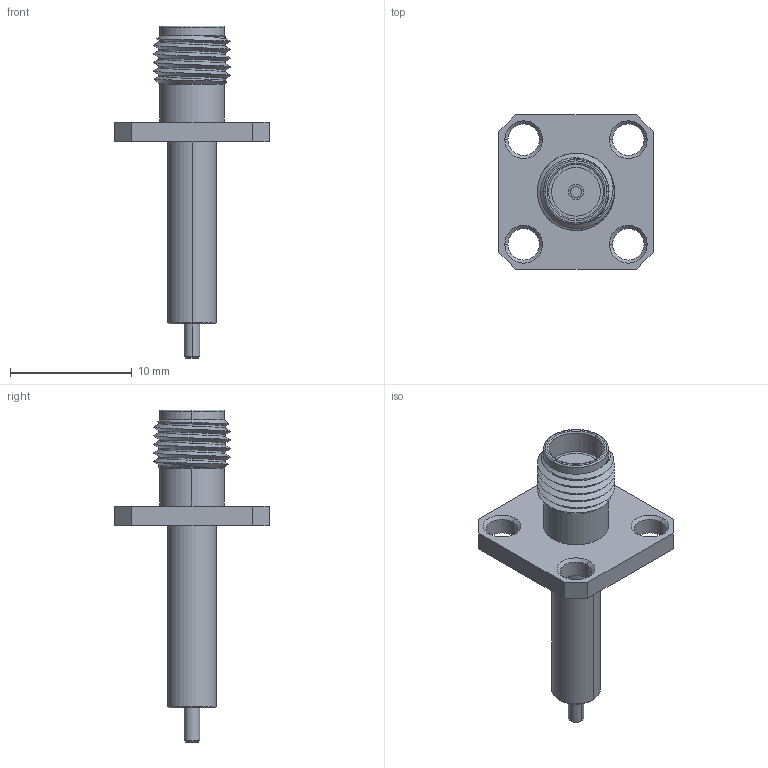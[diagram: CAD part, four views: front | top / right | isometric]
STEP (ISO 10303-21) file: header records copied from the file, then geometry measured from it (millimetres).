
FILE_DESCRIPTION (( 'STEP AP214' ), '1' );
FILE_NAME ('32K449-500L5.STEP', '2021-02-24T05:01:20', ( '' ), ( '' ), 'SwSTEP 2.0', 'SolidWorks 2018', '' );
FILE_SCHEMA (( 'AUTOMOTIVE_DESIGN' ));
Length unit declared in the file: millimetre
Products named in the file (1): 32K449-500L5
Bounding box: 12.7 x 12.7 x 27.3 mm (x, y, z)
Volume: 566.4 mm3; surface area: 817.1 mm2
Topology: 1 solids, 1 shells, 100 faces, 231 edges, 140 vertices
Faces by surface type: cylinder 57, cone 18, plane 18, torus 4, bspline 3
Entity records: 3774 total; most frequent: CARTESIAN_POINT 1484, ORIENTED_EDGE 462, DIRECTION 435, EDGE_CURVE 231, AXIS2_PLACEMENT_3D 168, VERTEX_POINT 140, EDGE_LOOP 115, FACE_OUTER_BOUND 100
